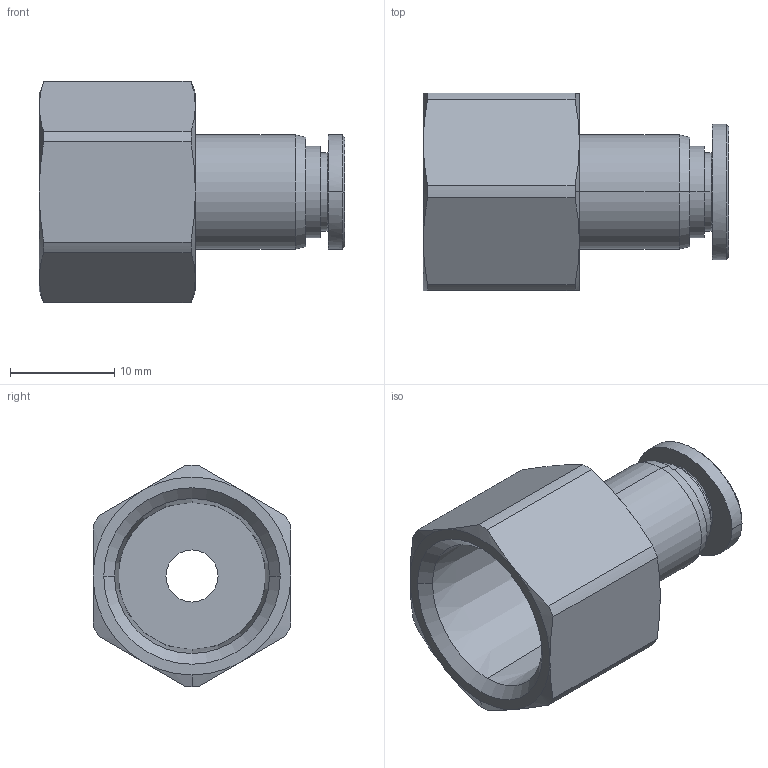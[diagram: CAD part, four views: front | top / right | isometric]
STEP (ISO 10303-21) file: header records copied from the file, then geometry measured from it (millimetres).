
FILE_DESCRIPTION (( 'STEP AP214' ), '1' );
FILE_NAME ('PCF06-G03.stp', '2015-09-17T11:09:00', ( '' ), ( '' ), 'SwSTEP 2.0', 'SolidWorks 2015', '' );
FILE_SCHEMA (( 'AUTOMOTIVE_DESIGN' ));
Length unit declared in the file: millimetre
Products named in the file (2): ｦ+ﾃｦ1; PCF06-G03
Assembly tree (1 placements, depth 2):
  PCF06-G03
    ｦ+ﾃｦ1
Bounding box: 29.35 x 19 x 21.3 mm (x, y, z)
Volume: 3293.9 mm3; surface area: 3011.8 mm2
Topology: 1 solids, 1 shells, 258 faces, 699 edges, 459 vertices
Faces by surface type: plane 178, bspline 32, cylinder 26, cone 22
Entity records: 9759 total; most frequent: CARTESIAN_POINT 2998, ORIENTED_EDGE 1398, DIRECTION 1136, EDGE_CURVE 699, VECTOR 522, LINE 522, VERTEX_POINT 459, AXIS2_PLACEMENT_3D 307
